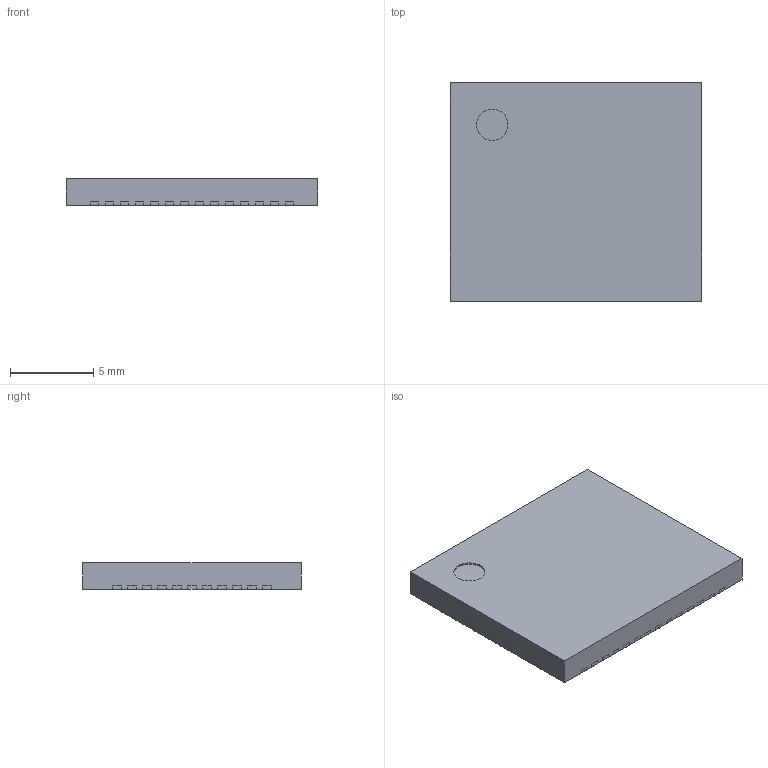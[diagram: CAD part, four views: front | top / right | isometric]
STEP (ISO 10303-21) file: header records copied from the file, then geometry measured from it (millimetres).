
FILE_DESCRIPTION(('Open CASCADE Model'),'2;1');
FILE_NAME('Open CASCADE Shape Model','2023-02-13T12:16:53',('Author'),( 'Open CASCADE'),'Open CASCADE STEP processor 7.5','Open CASCADE 7.5' ,'Unknown');
FILE_SCHEMA(('AUTOMOTIVE_DESIGN { 1 0 10303 214 1 1 1 1 }'));
Length unit declared in the file: millimetre
Products named in the file (6): QFN90P1500X1300X160-50N.step; Open CASCADE STEP translator 7.5 7.1; Body; Open CASCADE STEP translator 7.5 7.2.1; Pin Shape; Open CASCADE STEP translator 7.5 7.3.1
Assembly tree (54 placements, depth 3):
  QFN90P1500X1300X160-50N.step
    Open CASCADE STEP translator 7.5 7.1
    Body
      Open CASCADE STEP translator 7.5 7.2.1
    Pin Shape  x50
      Open CASCADE STEP translator 7.5 7.3.1
Bounding box: 15.1 x 13.1 x 1.6 mm (x, y, z)
Volume: 316.2 mm3; surface area: 543.2 mm2
Topology: 51 solids, 52 shells, 709 faces, 1416 edges, 811 vertices
Faces by surface type: plane 708, cylinder 1
Full cylindrical faces by diameter (mm): 1.887 x1
Entity records: 1651 total; most frequent: DIRECTION 288, CARTESIAN_POINT 238, LINE 123, VECTOR 123, ORIENTED_EDGE 87, PCURVE 87, DEFINITIONAL_REPRESENTATION 87, AXIS2_PLACEMENT_3D 81
